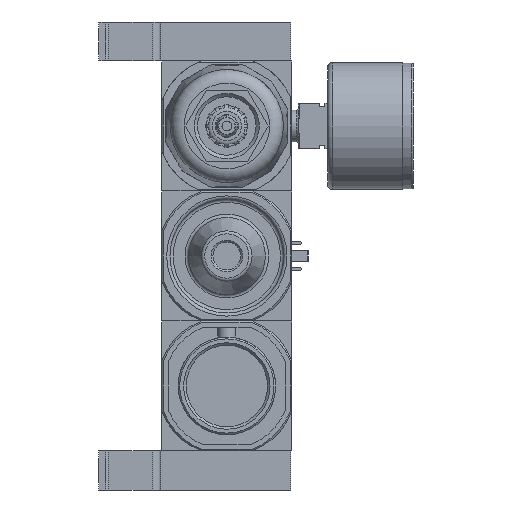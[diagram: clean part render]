
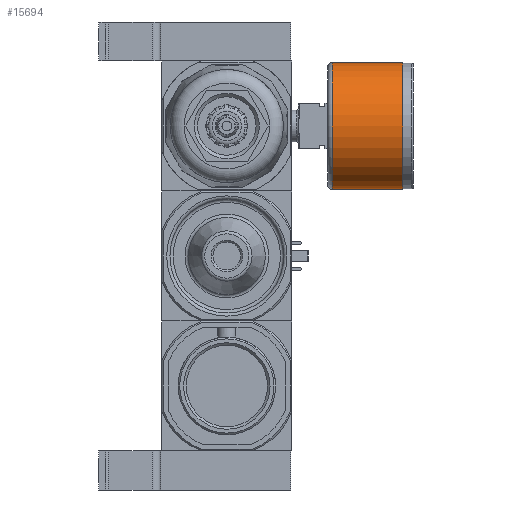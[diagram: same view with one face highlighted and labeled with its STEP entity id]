
A CAD part, front view. The second image highlights one B-rep face of the part: STEP entity #15694.
In plain terms, the highlighted cylindrical face has radius 19.5 mm (diameter 39 mm), a full revolution.
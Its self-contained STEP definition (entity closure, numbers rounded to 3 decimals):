
#564=CYLINDRICAL_SURFACE('',#21836,19.5);
#1261=CIRCLE('',#21835,19.5);
#1262=CIRCLE('',#21837,19.5);
#3999=ORIENTED_EDGE('',*,*,#7258,.F.);
#4000=ORIENTED_EDGE('',*,*,#7259,.T.);
#7258=EDGE_CURVE('',#9108,#9108,#1261,.T.);
#7259=EDGE_CURVE('',#9109,#9109,#1262,.T.);
#9108=VERTEX_POINT('',#30697);
#9109=VERTEX_POINT('',#30700);
#12691=EDGE_LOOP('',(#3999));
#12692=EDGE_LOOP('',(#4000));
#14004=FACE_BOUND('',#12691,.T.);
#14005=FACE_BOUND('',#12692,.T.);
#15694=ADVANCED_FACE('',(#14004,#14005),#564,.T.);
#21835=AXIS2_PLACEMENT_3D('',#30696,#25246,#25247);
#21836=AXIS2_PLACEMENT_3D('',#30698,#25248,#25249);
#21837=AXIS2_PLACEMENT_3D('',#30699,#25250,#25251);
#25246=DIRECTION('',(1.,0.,0.));
#25247=DIRECTION('',(0.,0.,-1.));
#25248=DIRECTION('',(1.,0.,0.));
#25249=DIRECTION('',(0.,0.,-1.));
#25250=DIRECTION('',(1.,0.,0.));
#25251=DIRECTION('',(0.,0.,-1.));
#30696=CARTESIAN_POINT('',(-3.2,0.,0.));
#30697=CARTESIAN_POINT('',(-3.2,0.,-19.5));
#30698=CARTESIAN_POINT('',(0.,0.,0.));
#30699=CARTESIAN_POINT('',(-24.85,0.,0.));
#30700=CARTESIAN_POINT('',(-24.85,0.,-19.5));
